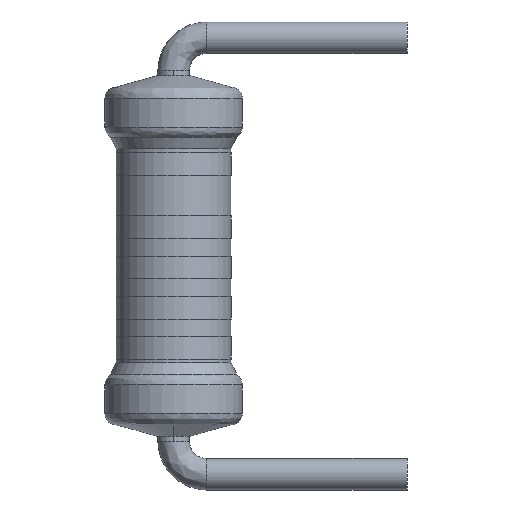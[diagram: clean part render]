
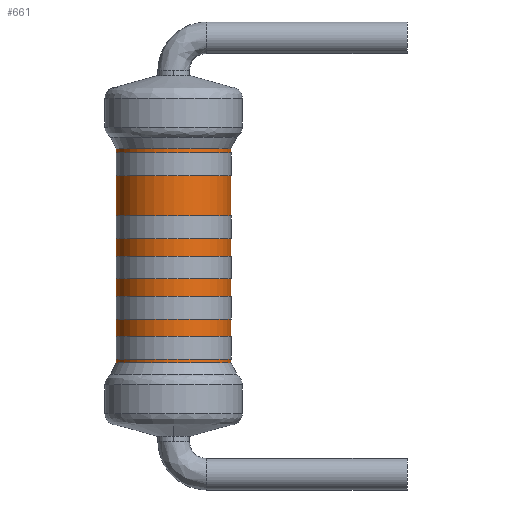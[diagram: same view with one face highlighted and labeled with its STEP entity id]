
A CAD part, front view. The second image highlights one B-rep face of the part: STEP entity #661.
In plain terms, the highlighted cylindrical face has radius 1 mm (diameter 2 mm), a partial arc.
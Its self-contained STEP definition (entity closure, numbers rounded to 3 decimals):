
#200 = VERTEX_POINT ( 'NONE', #1405 ) ;
#228 = LINE ( 'NONE', #243, #1627 ) ;
#243 = CARTESIAN_POINT ( 'NONE',  ( -1., 0., -2.95 ) ) ;
#254 = DIRECTION ( 'NONE',  ( 0., 0., -1. ) ) ;
#272 = CARTESIAN_POINT ( 'NONE',  ( 0., 0., 1.87 ) ) ;
#324 = EDGE_LOOP ( 'NONE', ( #2017, #2563, #425, #2087 ) ) ;
#388 = CYLINDRICAL_SURFACE ( 'NONE', #1153, 1. ) ;
#421 = CIRCLE ( 'NONE', #807, 1. ) ;
#425 = ORIENTED_EDGE ( 'NONE', *, *, #2061, .T. ) ;
#455 = CARTESIAN_POINT ( 'NONE',  ( -1., 0., -1.86 ) ) ;
#521 = DIRECTION ( 'NONE',  ( 1., 0., 0. ) ) ;
#661 = ADVANCED_FACE ( 'NONE', ( #2620 ), #388, .T. ) ;
#721 = DIRECTION ( 'NONE',  ( 0., 0., 1. ) ) ;
#790 = DIRECTION ( 'NONE',  ( 0., 0., 1. ) ) ;
#807 = AXIS2_PLACEMENT_3D ( 'NONE', #2732, #721, #2519 ) ;
#830 = VERTEX_POINT ( 'NONE', #455 ) ;
#1153 = AXIS2_PLACEMENT_3D ( 'NONE', #2187, #2882, #2218 ) ;
#1359 = LINE ( 'NONE', #1388, #1513 ) ;
#1388 = CARTESIAN_POINT ( 'NONE',  ( 1., 0., -2.95 ) ) ;
#1405 = CARTESIAN_POINT ( 'NONE',  ( 1., 0., 1.87 ) ) ;
#1513 = VECTOR ( 'NONE', #790, 1000. ) ;
#1627 = VECTOR ( 'NONE', #2487, 1000. ) ;
#1831 = CARTESIAN_POINT ( 'NONE',  ( 1., 0., -1.86 ) ) ;
#1923 = CIRCLE ( 'NONE', #2021, 1. ) ;
#2017 = ORIENTED_EDGE ( 'NONE', *, *, #2300, .F. ) ;
#2021 = AXIS2_PLACEMENT_3D ( 'NONE', #272, #254, #521 ) ;
#2061 = EDGE_CURVE ( 'NONE', #2859, #200, #1359, .T. ) ;
#2087 = ORIENTED_EDGE ( 'NONE', *, *, #2406, .T. ) ;
#2187 = CARTESIAN_POINT ( 'NONE',  ( 0., 0., -2.95 ) ) ;
#2218 = DIRECTION ( 'NONE',  ( 1., 0., 0. ) ) ;
#2300 = EDGE_CURVE ( 'NONE', #830, #2698, #228, .T. ) ;
#2406 = EDGE_CURVE ( 'NONE', #200, #2698, #1923, .T. ) ;
#2487 = DIRECTION ( 'NONE',  ( 0., 0., 1. ) ) ;
#2494 = CARTESIAN_POINT ( 'NONE',  ( -1., 0., 1.87 ) ) ;
#2519 = DIRECTION ( 'NONE',  ( 1., 0., 0. ) ) ;
#2563 = ORIENTED_EDGE ( 'NONE', *, *, #2875, .T. ) ;
#2620 = FACE_OUTER_BOUND ( 'NONE', #324, .T. ) ;
#2698 = VERTEX_POINT ( 'NONE', #2494 ) ;
#2732 = CARTESIAN_POINT ( 'NONE',  ( 0., 0., -1.86 ) ) ;
#2859 = VERTEX_POINT ( 'NONE', #1831 ) ;
#2875 = EDGE_CURVE ( 'NONE', #830, #2859, #421, .T. ) ;
#2882 = DIRECTION ( 'NONE',  ( 0., 0., 1. ) ) ;
